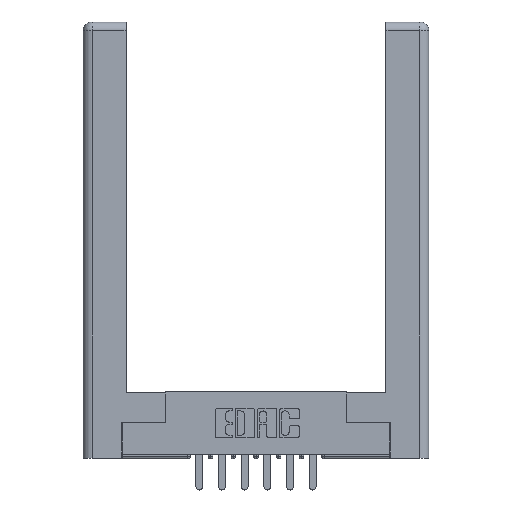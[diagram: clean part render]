
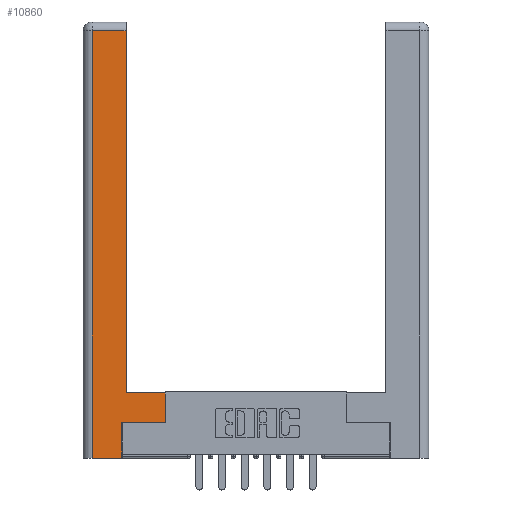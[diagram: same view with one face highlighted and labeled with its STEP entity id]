
A CAD part, top view. The second image highlights one B-rep face of the part: STEP entity #10860.
In plain terms, the highlighted planar face has unit normal (0, 0, 1).
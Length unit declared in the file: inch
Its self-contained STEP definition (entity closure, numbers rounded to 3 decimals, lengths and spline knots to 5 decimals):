
#170 = DIRECTION ( 'NONE',  ( 1., 0., 0. ) ) ;
#352 = CARTESIAN_POINT ( 'NONE',  ( 0.295, 3., 0. ) ) ;
#359 = VERTEX_POINT ( 'NONE', #10951 ) ;
#444 = ORIENTED_EDGE ( 'NONE', *, *, #2518, .T. ) ;
#646 = VERTEX_POINT ( 'NONE', #2538 ) ;
#716 = CARTESIAN_POINT ( 'NONE',  ( 0.265, 0.245, 0. ) ) ;
#1272 = PLANE ( 'NONE',  #11454 ) ;
#1325 = DIRECTION ( 'NONE',  ( -1., 0., 0. ) ) ;
#1431 = CARTESIAN_POINT ( 'NONE',  ( 0.0615, 2.94, 0. ) ) ;
#1570 = VECTOR ( 'NONE', #9790, 39.37008 ) ;
#1760 = VERTEX_POINT ( 'NONE', #9826 ) ;
#1767 = ORIENTED_EDGE ( 'NONE', *, *, #2477, .T. ) ;
#1895 = EDGE_CURVE ( 'NONE', #8882, #646, #4334, .T. ) ;
#2002 = EDGE_CURVE ( 'NONE', #359, #8882, #12442, .T. ) ;
#2203 = EDGE_CURVE ( 'NONE', #9459, #12485, #12066, .T. ) ;
#2450 = EDGE_CURVE ( 'NONE', #646, #1760, #10502, .T. ) ;
#2477 = EDGE_CURVE ( 'NONE', #9275, #359, #5247, .T. ) ;
#2518 = EDGE_CURVE ( 'NONE', #12485, #9275, #4619, .T. ) ;
#2538 = CARTESIAN_POINT ( 'NONE',  ( 0.295, 0.45, 0. ) ) ;
#2543 = EDGE_CURVE ( 'NONE', #1760, #6305, #6564, .T. ) ;
#2547 = EDGE_CURVE ( 'NONE', #6305, #9459, #9025, .T. ) ;
#2569 = DIRECTION ( 'NONE',  ( 0., 0., -1. ) ) ;
#2963 = CARTESIAN_POINT ( 'NONE',  ( 0.265, 0.245, 0. ) ) ;
#4063 = EDGE_LOOP ( 'NONE', ( #10723, #10338, #7934, #6434, #444, #1767, #4566, #4109 ) ) ;
#4109 = ORIENTED_EDGE ( 'NONE', *, *, #1895, .T. ) ;
#4313 = VECTOR ( 'NONE', #1325, 39.37008 ) ;
#4334 = LINE ( 'NONE', #10134, #11507 ) ;
#4566 = ORIENTED_EDGE ( 'NONE', *, *, #2002, .T. ) ;
#4619 = LINE ( 'NONE', #716, #1570 ) ;
#5128 = FACE_OUTER_BOUND ( 'NONE', #4063, .T. ) ;
#5247 = LINE ( 'NONE', #10699, #12324 ) ;
#5415 = VECTOR ( 'NONE', #10766, 39.37008 ) ;
#5540 = VECTOR ( 'NONE', #8969, 39.37008 ) ;
#6162 = CARTESIAN_POINT ( 'NONE',  ( 0.265, 0., 0. ) ) ;
#6305 = VERTEX_POINT ( 'NONE', #9270 ) ;
#6369 = CARTESIAN_POINT ( 'NONE',  ( 0.265, 0., 0. ) ) ;
#6434 = ORIENTED_EDGE ( 'NONE', *, *, #2203, .T. ) ;
#6564 = LINE ( 'NONE', #1431, #4313 ) ;
#7387 = CARTESIAN_POINT ( 'NONE',  ( 0.565, 0.45, 0. ) ) ;
#7817 = DIRECTION ( 'NONE',  ( 1., 0., 0. ) ) ;
#7934 = ORIENTED_EDGE ( 'NONE', *, *, #2547, .T. ) ;
#8596 = CARTESIAN_POINT ( 'NONE',  ( 0.0615, 0., 0. ) ) ;
#8882 = VERTEX_POINT ( 'NONE', #7387 ) ;
#8969 = DIRECTION ( 'NONE',  ( 0., 1., 0. ) ) ;
#9025 = LINE ( 'NONE', #8596, #11195 ) ;
#9270 = CARTESIAN_POINT ( 'NONE',  ( 0.0615, 2.94, 0. ) ) ;
#9275 = VERTEX_POINT ( 'NONE', #2963 ) ;
#9437 = DIRECTION ( 'NONE',  ( -1., 0., 0. ) ) ;
#9459 = VERTEX_POINT ( 'NONE', #11783 ) ;
#9621 = VECTOR ( 'NONE', #170, 39.37008 ) ;
#9790 = DIRECTION ( 'NONE',  ( 0., 1., 0. ) ) ;
#9818 = DIRECTION ( 'NONE',  ( 0., -1., 0. ) ) ;
#9826 = CARTESIAN_POINT ( 'NONE',  ( 0.295, 2.94, 0. ) ) ;
#10122 = DIRECTION ( 'NONE',  ( -1., 0., 0. ) ) ;
#10134 = CARTESIAN_POINT ( 'NONE',  ( 0.295, 0.45, 0. ) ) ;
#10338 = ORIENTED_EDGE ( 'NONE', *, *, #2543, .T. ) ;
#10502 = LINE ( 'NONE', #352, #5540 ) ;
#10699 = CARTESIAN_POINT ( 'NONE',  ( 0.565, 0.245, 0. ) ) ;
#10723 = ORIENTED_EDGE ( 'NONE', *, *, #2450, .T. ) ;
#10755 = CARTESIAN_POINT ( 'NONE',  ( 0.565, 0.45, 0. ) ) ;
#10766 = DIRECTION ( 'NONE',  ( 0., 1., 0. ) ) ;
#10860 = ADVANCED_FACE ( 'NONE', ( #5128 ), #1272, .F. ) ;
#10951 = CARTESIAN_POINT ( 'NONE',  ( 0.565, 0.245, 0. ) ) ;
#11195 = VECTOR ( 'NONE', #9818, 39.37008 ) ;
#11242 = CARTESIAN_POINT ( 'NONE',  ( 0., 0., 0. ) ) ;
#11454 = AXIS2_PLACEMENT_3D ( 'NONE', #11242, #2569, #9437 ) ;
#11507 = VECTOR ( 'NONE', #10122, 39.37008 ) ;
#11783 = CARTESIAN_POINT ( 'NONE',  ( 0.0615, 0., 0. ) ) ;
#12066 = LINE ( 'NONE', #6162, #9621 ) ;
#12324 = VECTOR ( 'NONE', #7817, 39.37008 ) ;
#12442 = LINE ( 'NONE', #10755, #5415 ) ;
#12485 = VERTEX_POINT ( 'NONE', #6369 ) ;
